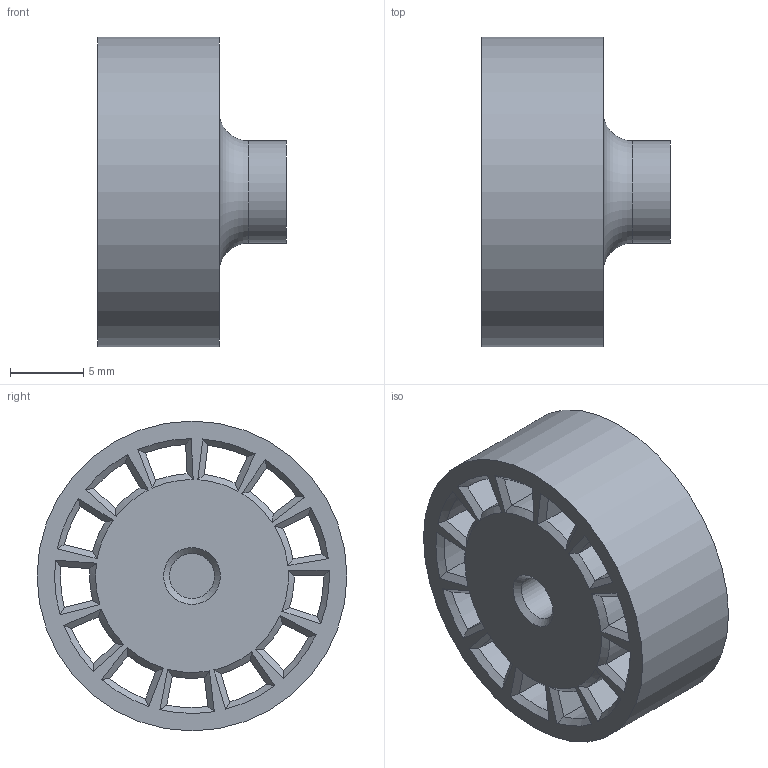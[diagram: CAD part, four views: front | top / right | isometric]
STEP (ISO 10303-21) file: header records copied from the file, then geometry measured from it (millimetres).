
FILE_DESCRIPTION(/* description */ (''),/* implementation_level */ '2;1');
FILE_NAME(/* name */ '',/* time_stamp */ '',/* author */ (''),/* organization */ (''),/* preprocessor_version */ '',/* originating_system */ '',/* authorisation */ '');
FILE_SCHEMA (('AUTOMOTIVE_DESIGN { 1 0 10303 214 3 1 1 }','INTEGRATED_CNC_SCHEMA','AP242_MANAGED_MODEL_BASED_3D_ENGINEERING_MIM_LF { 1 0 10303 442 1 1 4 }'));
Length unit declared in the file: millimetre
Products named in the file (1): ScrollWheel-normal
Bounding box: 12.9 x 21.2 x 21.2 mm (x, y, z)
Volume: 2483 mm3; surface area: 2278.1 mm2
Topology: 1 solids, 1 shells, 115 faces, 280 edges, 170 vertices
Faces by surface type: plane 57, cylinder 30, cone 27, torus 1
Full cylindrical faces by diameter (mm): 3.08 x1, 3.15 x1, 7 x1, 21.2 x1
Entity records: 3472 total; most frequent: CARTESIAN_POINT 722, ORIENTED_EDGE 560, DIRECTION 553, EDGE_CURVE 280, AXIS2_PLACEMENT_3D 209, VERTEX_POINT 170, EDGE_LOOP 144, LINE 135
